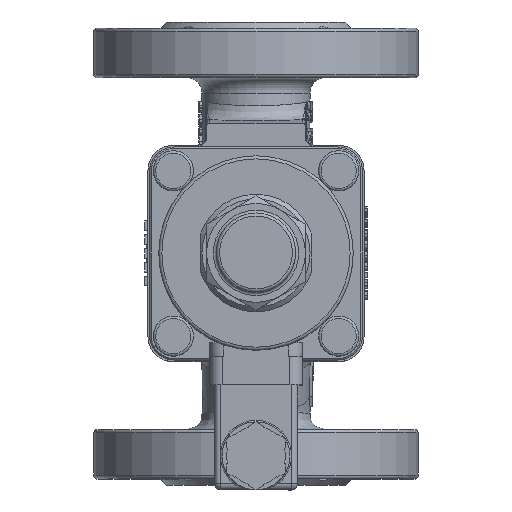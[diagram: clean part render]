
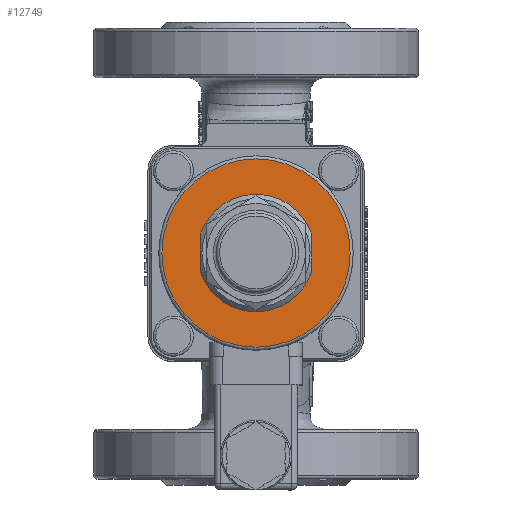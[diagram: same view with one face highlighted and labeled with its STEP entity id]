
A CAD part, top view. The second image highlights one B-rep face of the part: STEP entity #12749.
In plain terms, the highlighted planar face has unit normal (0, 0, 1).
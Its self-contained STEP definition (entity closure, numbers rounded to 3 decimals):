
#1017=FACE_BOUND('',#2913,.T.);
#1848=PLANE('',#13589);
#2178=FACE_OUTER_BOUND('',#2912,.T.);
#2912=EDGE_LOOP('',(#9180));
#2913=EDGE_LOOP('',(#9181,#9182,#9183,#9184));
#3749=LINE('',#17638,#4551);
#3750=LINE('',#17642,#4552);
#4551=VECTOR('',#14833,10.);
#4552=VECTOR('',#14836,10.);
#5305=CIRCLE('',#13590,30.5);
#5306=CIRCLE('',#13591,19.);
#5307=CIRCLE('',#13592,19.);
#5790=VERTEX_POINT('',#17634);
#5791=VERTEX_POINT('',#17636);
#5792=VERTEX_POINT('',#17637);
#5793=VERTEX_POINT('',#17639);
#5794=VERTEX_POINT('',#17641);
#7085=EDGE_CURVE('',#5790,#5790,#5305,.T.);
#7086=EDGE_CURVE('',#5791,#5792,#3749,.T.);
#7087=EDGE_CURVE('',#5792,#5793,#5306,.T.);
#7088=EDGE_CURVE('',#5793,#5794,#3750,.T.);
#7089=EDGE_CURVE('',#5794,#5791,#5307,.T.);
#9180=ORIENTED_EDGE('',*,*,#7085,.F.);
#9181=ORIENTED_EDGE('',*,*,#7086,.T.);
#9182=ORIENTED_EDGE('',*,*,#7087,.T.);
#9183=ORIENTED_EDGE('',*,*,#7088,.T.);
#9184=ORIENTED_EDGE('',*,*,#7089,.T.);
#12749=ADVANCED_FACE('',(#2178,#1017),#1848,.T.);
#13589=AXIS2_PLACEMENT_3D('',#17633,#14829,#14830);
#13590=AXIS2_PLACEMENT_3D('',#17635,#14831,#14832);
#13591=AXIS2_PLACEMENT_3D('',#17640,#14834,#14835);
#13592=AXIS2_PLACEMENT_3D('',#17643,#14837,#14838);
#14829=DIRECTION('center_axis',(0.,0.,
1.));
#14830=DIRECTION('ref_axis',(-1.,0.,0.));
#14831=DIRECTION('center_axis',(0.,0.,
-1.));
#14832=DIRECTION('ref_axis',(0.,-1.,0.));
#14833=DIRECTION('',(0.,1.,0.));
#14834=DIRECTION('center_axis',(0.,0.,
-1.));
#14835=DIRECTION('ref_axis',(0.,1.,0.));
#14836=DIRECTION('',(0.,-1.,0.));
#14837=DIRECTION('center_axis',(0.,0.,
-1.));
#14838=DIRECTION('ref_axis',(0.,1.,0.));
#17633=CARTESIAN_POINT('Origin',(0.,-22.25,125.5));
#17634=CARTESIAN_POINT('',(-30.5,0.,125.5));
#17635=CARTESIAN_POINT('Origin',(0.,0.,
125.5));
#17636=CARTESIAN_POINT('',(-18.,-6.083,125.5));
#17637=CARTESIAN_POINT('',(-18.,6.083,125.5));
#17638=CARTESIAN_POINT('',(-18.,9.987,125.5));
#17639=CARTESIAN_POINT('',(18.,6.083,125.5));
#17640=CARTESIAN_POINT('Origin',(0.,0.,
125.5));
#17641=CARTESIAN_POINT('',(18.,-6.083,125.5));
#17642=CARTESIAN_POINT('',(18.,-9.987,125.5));
#17643=CARTESIAN_POINT('Origin',(0.,0.,
125.5));
